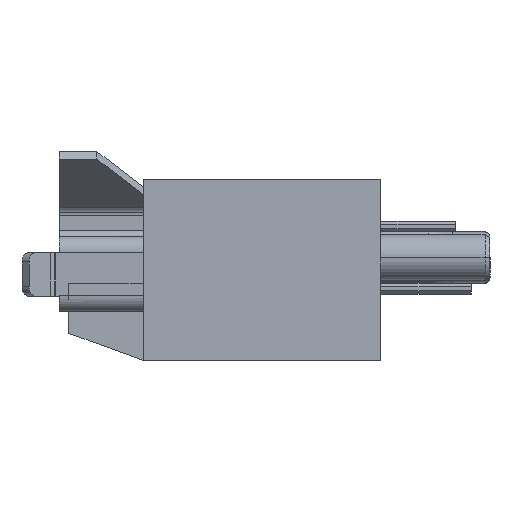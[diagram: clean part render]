
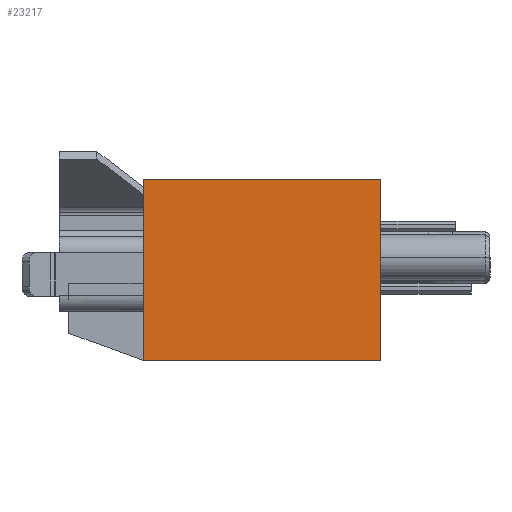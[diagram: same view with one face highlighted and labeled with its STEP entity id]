
A CAD part, left-side view. The second image highlights one B-rep face of the part: STEP entity #23217.
In plain terms, the highlighted planar face has unit normal (-1, 0, 0).
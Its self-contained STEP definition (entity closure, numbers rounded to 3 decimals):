
#72=DIRECTION('',(0.,0.,1.));
#73=VECTOR('',#72,7.366);
#74=CARTESIAN_POINT('',(-57.785,4.89,-3.683));
#75=LINE('',#74,#73);
#76=DIRECTION('',(0.,-1.,0.));
#77=VECTOR('',#76,9.652);
#78=CARTESIAN_POINT('',(-57.785,4.89,3.683));
#79=LINE('',#78,#77);
#80=DIRECTION('',(0.,0.,-1.));
#81=VECTOR('',#80,7.366);
#82=CARTESIAN_POINT('',(-57.785,-4.763,3.683));
#83=LINE('',#82,#81);
#84=DIRECTION('',(0.,1.,0.));
#85=VECTOR('',#84,9.652);
#86=CARTESIAN_POINT('',(-57.785,-4.763,-3.683));
#87=LINE('',#86,#85);
#17556=CARTESIAN_POINT('',(-57.785,-4.763,3.683));
#17557=CARTESIAN_POINT('',(-57.785,-4.763,-3.683));
#17558=VERTEX_POINT('',#17556);
#17559=VERTEX_POINT('',#17557);
#17572=CARTESIAN_POINT('',(-57.785,4.89,-3.683));
#17573=CARTESIAN_POINT('',(-57.785,4.89,3.683));
#17574=VERTEX_POINT('',#17572);
#17575=VERTEX_POINT('',#17573);
#23202=CARTESIAN_POINT('',(-57.785,0.,0.));
#23203=DIRECTION('',(1.,0.,0.));
#23204=DIRECTION('',(0.,0.,1.));
#23205=AXIS2_PLACEMENT_3D('',#23202,#23203,#23204);
#23206=PLANE('',#23205);
#23208=ORIENTED_EDGE('',*,*,#23207,.T.);
#23210=ORIENTED_EDGE('',*,*,#23209,.T.);
#23212=ORIENTED_EDGE('',*,*,#23211,.T.);
#23214=ORIENTED_EDGE('',*,*,#23213,.T.);
#23215=EDGE_LOOP('',(#23208,#23210,#23212,#23214));
#23216=FACE_OUTER_BOUND('',#23215,.F.);
#23217=ADVANCED_FACE('',(#23216),#23206,.F.);
#23207=EDGE_CURVE('',#17574,#17575,#75,.T.);
#23209=EDGE_CURVE('',#17575,#17558,#79,.T.);
#23211=EDGE_CURVE('',#17558,#17559,#83,.T.);
#23213=EDGE_CURVE('',#17559,#17574,#87,.T.);
